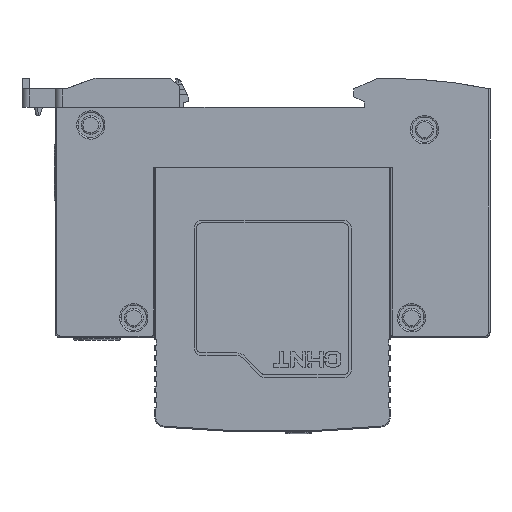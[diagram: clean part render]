
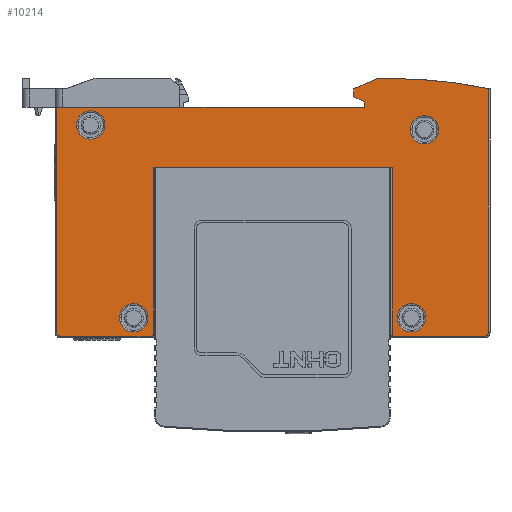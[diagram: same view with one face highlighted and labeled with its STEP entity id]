
A CAD part, front view. The second image highlights one B-rep face of the part: STEP entity #10214.
In plain terms, the highlighted planar face has unit normal (0, -1, 0).
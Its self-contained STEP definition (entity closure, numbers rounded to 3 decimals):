
#768=CARTESIAN_POINT('',(-76.933,0.1,-45.7));
#769=DIRECTION('',(0.,1.,0.));
#770=DIRECTION('',(-1.,0.,0.));
#771=AXIS2_PLACEMENT_3D('',#768,#769,#770);
#773=CARTESIAN_POINT('',(-76.933,0.1,-45.7));
#774=DIRECTION('',(0.,1.,0.));
#775=DIRECTION('',(1.,0.,0.));
#776=AXIS2_PLACEMENT_3D('',#773,#774,#775);
#778=CARTESIAN_POINT('',(-23.933,0.1,-45.7));
#779=DIRECTION('',(0.,1.,0.));
#780=DIRECTION('',(-1.,0.,0.));
#781=AXIS2_PLACEMENT_3D('',#778,#779,#780);
#783=CARTESIAN_POINT('',(-23.933,0.1,-45.7));
#784=DIRECTION('',(0.,1.,0.));
#785=DIRECTION('',(1.,0.,0.));
#786=AXIS2_PLACEMENT_3D('',#783,#784,#785);
#788=CARTESIAN_POINT('',(-85.133,0.1,-8.9));
#789=DIRECTION('',(0.,1.,0.));
#790=DIRECTION('',(-1.,0.,0.));
#791=AXIS2_PLACEMENT_3D('',#788,#789,#790);
#793=CARTESIAN_POINT('',(-85.133,0.1,-8.9));
#794=DIRECTION('',(0.,1.,0.));
#795=DIRECTION('',(1.,0.,0.));
#796=AXIS2_PLACEMENT_3D('',#793,#794,#795);
#798=CARTESIAN_POINT('',(-21.433,0.1,-9.8));
#799=DIRECTION('',(0.,1.,0.));
#800=DIRECTION('',(1.,0.,0.));
#801=AXIS2_PLACEMENT_3D('',#798,#799,#800);
#803=CARTESIAN_POINT('',(-21.433,0.1,-9.8));
#804=DIRECTION('',(0.,1.,0.));
#805=DIRECTION('',(-1.,0.,0.));
#806=AXIS2_PLACEMENT_3D('',#803,#804,#805);
#808=DIRECTION('',(0.,0.,1.));
#809=VECTOR('',#808,32.);
#810=CARTESIAN_POINT('',(-73.233,0.1,-49.));
#811=LINE('',#810,#809);
#812=CARTESIAN_POINT('',(-73.433,0.1,-49.));
#813=DIRECTION('',(0.,-1.,0.));
#814=DIRECTION('',(0.,0.,-1.));
#815=AXIS2_PLACEMENT_3D('',#812,#813,#814);
#817=DIRECTION('',(1.,0.,0.));
#818=VECTOR('',#817,17.5);
#819=CARTESIAN_POINT('',(-90.933,0.1,-49.2));
#820=LINE('',#819,#818);
#821=CARTESIAN_POINT('',(-90.933,0.1,-48.5));
#822=DIRECTION('',(0.,-1.,0.));
#823=DIRECTION('',(-1.,0.,0.));
#824=AXIS2_PLACEMENT_3D('',#821,#822,#823);
#826=DIRECTION('',(0.,0.,-1.));
#827=VECTOR('',#826,43.);
#828=CARTESIAN_POINT('',(-91.633,0.1,-5.5));
#829=LINE('',#828,#827);
#830=DIRECTION('',(1.,0.,0.));
#831=VECTOR('',#830,58.7);
#832=CARTESIAN_POINT('',(-91.633,0.1,-5.5));
#833=LINE('',#832,#831);
#834=DIRECTION('',(0.,0.,-1.));
#835=VECTOR('',#834,1.);
#836=CARTESIAN_POINT('',(-32.933,0.1,-4.5));
#837=LINE('',#836,#835);
#838=DIRECTION('',(0.894,0.,-0.447));
#839=VECTOR('',#838,2.237);
#840=CARTESIAN_POINT('',(-34.934,0.1,-3.5));
#841=LINE('',#840,#839);
#842=DIRECTION('',(-0.001,0.,-1.));
#843=VECTOR('',#842,1.5);
#844=CARTESIAN_POINT('',(-34.933,0.1,-2.));
#845=LINE('',#844,#843);
#846=DIRECTION('',(-0.914,0.,-0.406));
#847=VECTOR('',#846,4.924);
#848=CARTESIAN_POINT('',(-30.433,0.1,0.));
#849=LINE('',#848,#847);
#850=DIRECTION('',(-1.,0.,0.));
#851=VECTOR('',#850,2.006);
#852=CARTESIAN_POINT('',(-28.427,0.1,0.));
#853=LINE('',#852,#851);
#854=CARTESIAN_POINT('',(-28.427,0.1,-96.));
#855=DIRECTION('',(0.,-1.,0.));
#856=DIRECTION('',(0.2,0.,0.98));
#857=AXIS2_PLACEMENT_3D('',#854,#855,#856);
#859=DIRECTION('',(0.,0.,-1.));
#860=VECTOR('',#859,46.562);
#861=CARTESIAN_POINT('',(-9.233,0.1,-1.938));
#862=LINE('',#861,#860);
#863=CARTESIAN_POINT('',(-9.933,0.1,-48.5));
#864=DIRECTION('',(0.,1.,0.));
#865=DIRECTION('',(1.,0.,0.));
#866=AXIS2_PLACEMENT_3D('',#863,#864,#865);
#868=DIRECTION('',(-1.,0.,0.));
#869=VECTOR('',#868,17.5);
#870=CARTESIAN_POINT('',(-9.933,0.1,-49.2));
#871=LINE('',#870,#869);
#872=CARTESIAN_POINT('',(-27.433,0.1,-49.));
#873=DIRECTION('',(0.,1.,0.));
#874=DIRECTION('',(0.,0.,-1.));
#875=AXIS2_PLACEMENT_3D('',#872,#873,#874);
#877=DIRECTION('',(0.,0.,1.));
#878=VECTOR('',#877,32.);
#879=CARTESIAN_POINT('',(-27.633,0.1,-49.));
#880=LINE('',#879,#878);
#5774=DIRECTION('',(1.,0.,0.));
#5775=VECTOR('',#5774,45.6);
#5776=CARTESIAN_POINT('',(-73.233,0.1,-17.));
#5777=LINE('',#5776,#5775);
#6538=CARTESIAN_POINT('',(-9.233,0.1,-1.938));
#7306=CARTESIAN_POINT('',(-34.933,0.1,-2.));
#7307=CARTESIAN_POINT('',(-34.934,0.1,-3.5));
#7308=VERTEX_POINT('',#7306);
#7309=VERTEX_POINT('',#7307);
#7310=CARTESIAN_POINT('',(-32.933,0.1,-4.5));
#7311=VERTEX_POINT('',#7310);
#7312=CARTESIAN_POINT('',(-32.933,0.1,-5.5));
#7313=VERTEX_POINT('',#7312);
#7314=CARTESIAN_POINT('',(-30.433,0.1,0.));
#7315=VERTEX_POINT('',#7314);
#7320=CARTESIAN_POINT('',(-28.427,0.1,0.));
#7321=VERTEX_POINT('',#7320);
#7414=CARTESIAN_POINT('',(-79.633,0.1,-45.7));
#7415=CARTESIAN_POINT('',(-74.233,0.1,-45.7));
#7416=VERTEX_POINT('',#7414);
#7417=VERTEX_POINT('',#7415);
#7430=CARTESIAN_POINT('',(-26.633,0.1,-45.7));
#7431=CARTESIAN_POINT('',(-21.233,0.1,-45.7));
#7432=VERTEX_POINT('',#7430);
#7433=VERTEX_POINT('',#7431);
#7656=CARTESIAN_POINT('',(-87.833,0.1,-8.9));
#7657=CARTESIAN_POINT('',(-82.433,0.1,-8.9));
#7658=VERTEX_POINT('',#7656);
#7659=VERTEX_POINT('',#7657);
#7672=CARTESIAN_POINT('',(-18.733,0.1,-9.8));
#7673=CARTESIAN_POINT('',(-24.133,0.1,-9.8));
#7674=VERTEX_POINT('',#7672);
#7675=VERTEX_POINT('',#7673);
#9238=CARTESIAN_POINT('',(-73.233,0.1,-49.));
#9239=CARTESIAN_POINT('',(-73.233,0.1,-17.));
#9240=VERTEX_POINT('',#9238);
#9241=VERTEX_POINT('',#9239);
#9242=CARTESIAN_POINT('',(-73.433,0.1,-49.2));
#9243=VERTEX_POINT('',#9242);
#9246=CARTESIAN_POINT('',(-90.933,0.1,-49.2));
#9247=VERTEX_POINT('',#9246);
#9250=CARTESIAN_POINT('',(-91.633,0.1,-48.5));
#9251=VERTEX_POINT('',#9250);
#9255=CARTESIAN_POINT('',(-91.633,0.1,-5.5));
#9257=VERTEX_POINT('',#9255);
#9258=CARTESIAN_POINT('',(-27.633,0.1,-49.));
#9259=CARTESIAN_POINT('',(-27.633,0.1,-17.));
#9260=VERTEX_POINT('',#9258);
#9261=VERTEX_POINT('',#9259);
#9268=CARTESIAN_POINT('',(-27.433,0.1,-49.2));
#9269=VERTEX_POINT('',#9268);
#9272=CARTESIAN_POINT('',(-9.933,0.1,-49.2));
#9273=VERTEX_POINT('',#9272);
#9276=CARTESIAN_POINT('',(-9.233,0.1,-48.5));
#9277=VERTEX_POINT('',#9276);
#9278=VERTEX_POINT('',#6538);
#10148=CARTESIAN_POINT('',(-50.433,0.1,-49.5));
#10149=DIRECTION('',(0.,-1.,0.));
#10150=DIRECTION('',(0.,0.,1.));
#10151=AXIS2_PLACEMENT_3D('',#10148,#10149,#10150);
#10152=PLANE('',#10151);
#10154=ORIENTED_EDGE('',*,*,#10153,.F.);
#10156=ORIENTED_EDGE('',*,*,#10155,.F.);
#10158=ORIENTED_EDGE('',*,*,#10157,.F.);
#10160=ORIENTED_EDGE('',*,*,#10159,.F.);
#10162=ORIENTED_EDGE('',*,*,#10161,.F.);
#10164=ORIENTED_EDGE('',*,*,#10163,.T.);
#10166=ORIENTED_EDGE('',*,*,#10165,.F.);
#10168=ORIENTED_EDGE('',*,*,#10167,.F.);
#10170=ORIENTED_EDGE('',*,*,#10169,.F.);
#10172=ORIENTED_EDGE('',*,*,#10171,.F.);
#10174=ORIENTED_EDGE('',*,*,#10173,.F.);
#10176=ORIENTED_EDGE('',*,*,#10175,.F.);
#10178=ORIENTED_EDGE('',*,*,#10177,.T.);
#10180=ORIENTED_EDGE('',*,*,#10179,.T.);
#10182=ORIENTED_EDGE('',*,*,#10181,.T.);
#10184=ORIENTED_EDGE('',*,*,#10183,.T.);
#10186=ORIENTED_EDGE('',*,*,#10185,.T.);
#10188=ORIENTED_EDGE('',*,*,#10187,.F.);
#10189=EDGE_LOOP('',(#10154,#10156,#10158,#10160,#10162,#10164,#10166,#10168,
#10170,#10172,#10174,#10176,#10178,#10180,#10182,#10184,#10186,#10188));
#10190=FACE_OUTER_BOUND('',#10189,.F.);
#10192=ORIENTED_EDGE('',*,*,#10191,.F.);
#10194=ORIENTED_EDGE('',*,*,#10193,.F.);
#10195=EDGE_LOOP('',(#10192,#10194));
#10196=FACE_BOUND('',#10195,.F.);
#10198=ORIENTED_EDGE('',*,*,#10197,.F.);
#10200=ORIENTED_EDGE('',*,*,#10199,.F.);
#10201=EDGE_LOOP('',(#10198,#10200));
#10202=FACE_BOUND('',#10201,.F.);
#10204=ORIENTED_EDGE('',*,*,#10203,.F.);
#10206=ORIENTED_EDGE('',*,*,#10205,.F.);
#10207=EDGE_LOOP('',(#10204,#10206));
#10208=FACE_BOUND('',#10207,.F.);
#10209=ORIENTED_EDGE('',*,*,#10138,.F.);
#10211=ORIENTED_EDGE('',*,*,#10210,.F.);
#10212=EDGE_LOOP('',(#10209,#10211));
#10213=FACE_BOUND('',#10212,.F.);
#10214=ADVANCED_FACE('',(#10190,#10196,#10202,#10208,#10213),#10152,.T.);
#772=CIRCLE('',#771,2.7);
#777=CIRCLE('',#776,2.7);
#782=CIRCLE('',#781,2.7);
#787=CIRCLE('',#786,2.7);
#792=CIRCLE('',#791,2.7);
#797=CIRCLE('',#796,2.7);
#802=CIRCLE('',#801,2.7);
#807=CIRCLE('',#806,2.7);
#816=CIRCLE('',#815,0.2);
#825=CIRCLE('',#824,0.7);
#858=CIRCLE('',#857,96.);
#867=CIRCLE('',#866,0.7);
#876=CIRCLE('',#875,0.2);
#10138=EDGE_CURVE('',#7416,#7417,#772,.T.);
#10153=EDGE_CURVE('',#9240,#9241,#811,.T.);
#10155=EDGE_CURVE('',#9243,#9240,#816,.T.);
#10157=EDGE_CURVE('',#9247,#9243,#820,.T.);
#10159=EDGE_CURVE('',#9251,#9247,#825,.T.);
#10161=EDGE_CURVE('',#9257,#9251,#829,.T.);
#10163=EDGE_CURVE('',#9257,#7313,#833,.T.);
#10165=EDGE_CURVE('',#7311,#7313,#837,.T.);
#10167=EDGE_CURVE('',#7309,#7311,#841,.T.);
#10169=EDGE_CURVE('',#7308,#7309,#845,.T.);
#10171=EDGE_CURVE('',#7315,#7308,#849,.T.);
#10173=EDGE_CURVE('',#7321,#7315,#853,.T.);
#10175=EDGE_CURVE('',#9278,#7321,#858,.T.);
#10177=EDGE_CURVE('',#9278,#9277,#862,.T.);
#10179=EDGE_CURVE('',#9277,#9273,#867,.T.);
#10181=EDGE_CURVE('',#9273,#9269,#871,.T.);
#10183=EDGE_CURVE('',#9269,#9260,#876,.T.);
#10185=EDGE_CURVE('',#9260,#9261,#880,.T.);
#10187=EDGE_CURVE('',#9241,#9261,#5777,.T.);
#10191=EDGE_CURVE('',#7432,#7433,#782,.T.);
#10193=EDGE_CURVE('',#7433,#7432,#787,.T.);
#10197=EDGE_CURVE('',#7658,#7659,#792,.T.);
#10199=EDGE_CURVE('',#7659,#7658,#797,.T.);
#10203=EDGE_CURVE('',#7674,#7675,#802,.T.);
#10205=EDGE_CURVE('',#7675,#7674,#807,.T.);
#10210=EDGE_CURVE('',#7417,#7416,#777,.T.);
